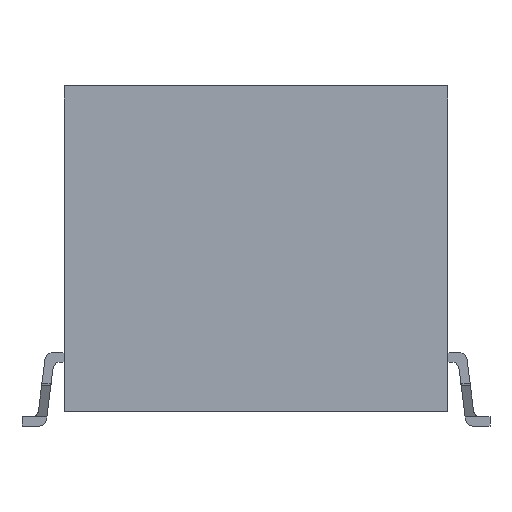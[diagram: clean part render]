
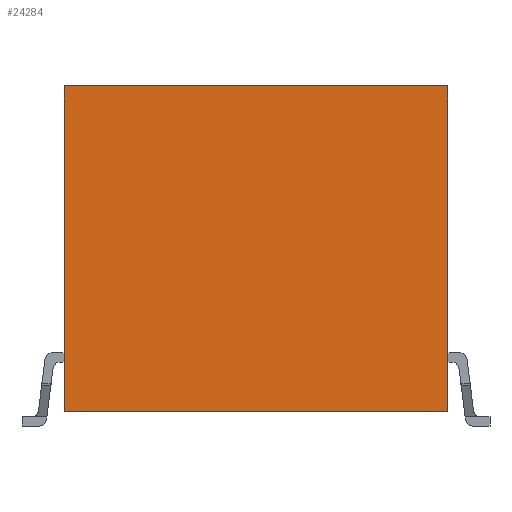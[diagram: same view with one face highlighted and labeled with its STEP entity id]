
A CAD part, left-side view. The second image highlights one B-rep face of the part: STEP entity #24284.
In plain terms, the highlighted planar face has unit normal (-1, 0, 0).
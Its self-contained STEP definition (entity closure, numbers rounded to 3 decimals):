
#24021 = EDGE_CURVE('',#24022,#24024,#24026,.T.);
#24022 = VERTEX_POINT('',#24023);
#24023 = CARTESIAN_POINT('',(0.,2.37,0.));
#24024 = VERTEX_POINT('',#24025);
#24025 = CARTESIAN_POINT('',(0.,2.37,8.9));
#24026 = SURFACE_CURVE('',#24027,(#24031,#24043),.PCURVE_S1.);
#24027 = LINE('',#24028,#24029);
#24028 = CARTESIAN_POINT('',(0.,2.37,0.));
#24029 = VECTOR('',#24030,1.);
#24030 = DIRECTION('',(0.,0.,1.));
#24031 = PCURVE('',#24032,#24037);
#24032 = PLANE('',#24033);
#24033 = AXIS2_PLACEMENT_3D('',#24034,#24035,#24036);
#24034 = CARTESIAN_POINT('',(0.,2.37,0.));
#24035 = DIRECTION('',(0.,1.,0.));
#24036 = DIRECTION('',(1.,0.,0.));
#24037 = DEFINITIONAL_REPRESENTATION('',(#24038),#24042);
#24038 = LINE('',#24039,#24040);
#24039 = CARTESIAN_POINT('',(0.,0.));
#24040 = VECTOR('',#24041,1.);
#24041 = DIRECTION('',(0.,-1.));
#24042 = ( GEOMETRIC_REPRESENTATION_CONTEXT(2) 
PARAMETRIC_REPRESENTATION_CONTEXT() REPRESENTATION_CONTEXT('2D SPACE',''
  ) );
#24043 = PCURVE('',#24044,#24049);
#24044 = PLANE('',#24045);
#24045 = AXIS2_PLACEMENT_3D('',#24046,#24047,#24048);
#24046 = CARTESIAN_POINT('',(0.,12.87,0.));
#24047 = DIRECTION('',(1.,0.,0.));
#24048 = DIRECTION('',(0.,-1.,0.));
#24049 = DEFINITIONAL_REPRESENTATION('',(#24050),#24054);
#24050 = LINE('',#24051,#24052);
#24051 = CARTESIAN_POINT('',(10.5,0.));
#24052 = VECTOR('',#24053,1.);
#24053 = DIRECTION('',(0.,-1.));
#24054 = ( GEOMETRIC_REPRESENTATION_CONTEXT(2) 
PARAMETRIC_REPRESENTATION_CONTEXT() REPRESENTATION_CONTEXT('2D SPACE',''
  ) );
#24072 = PLANE('',#24073);
#24073 = AXIS2_PLACEMENT_3D('',#24074,#24075,#24076);
#24074 = CARTESIAN_POINT('',(12.7,7.62,8.9));
#24075 = DIRECTION('',(0.,0.,1.));
#24076 = DIRECTION('',(1.,0.,0.));
#24126 = PLANE('',#24127);
#24127 = AXIS2_PLACEMENT_3D('',#24128,#24129,#24130);
#24128 = CARTESIAN_POINT('',(12.7,7.62,0.));
#24129 = DIRECTION('',(0.,0.,1.));
#24130 = DIRECTION('',(1.,0.,0.));
#24181 = PLANE('',#24182);
#24182 = AXIS2_PLACEMENT_3D('',#24183,#24184,#24185);
#24183 = CARTESIAN_POINT('',(25.4,12.87,0.));
#24184 = DIRECTION('',(0.,-1.,0.));
#24185 = DIRECTION('',(-1.,0.,0.));
#24219 = VERTEX_POINT('',#24220);
#24220 = CARTESIAN_POINT('',(0.,12.87,8.9));
#24241 = EDGE_CURVE('',#24242,#24219,#24244,.T.);
#24242 = VERTEX_POINT('',#24243);
#24243 = CARTESIAN_POINT('',(0.,12.87,0.));
#24244 = SURFACE_CURVE('',#24245,(#24249,#24256),.PCURVE_S1.);
#24245 = LINE('',#24246,#24247);
#24246 = CARTESIAN_POINT('',(0.,12.87,0.));
#24247 = VECTOR('',#24248,1.);
#24248 = DIRECTION('',(0.,0.,1.));
#24249 = PCURVE('',#24181,#24250);
#24250 = DEFINITIONAL_REPRESENTATION('',(#24251),#24255);
#24251 = LINE('',#24252,#24253);
#24252 = CARTESIAN_POINT('',(25.4,0.));
#24253 = VECTOR('',#24254,1.);
#24254 = DIRECTION('',(0.,-1.));
#24255 = ( GEOMETRIC_REPRESENTATION_CONTEXT(2) 
PARAMETRIC_REPRESENTATION_CONTEXT() REPRESENTATION_CONTEXT('2D SPACE',''
  ) );
#24256 = PCURVE('',#24044,#24257);
#24257 = DEFINITIONAL_REPRESENTATION('',(#24258),#24262);
#24258 = LINE('',#24259,#24260);
#24259 = CARTESIAN_POINT('',(0.,0.));
#24260 = VECTOR('',#24261,1.);
#24261 = DIRECTION('',(0.,-1.));
#24262 = ( GEOMETRIC_REPRESENTATION_CONTEXT(2) 
PARAMETRIC_REPRESENTATION_CONTEXT() REPRESENTATION_CONTEXT('2D SPACE',''
  ) );
#24284 = ADVANCED_FACE('',(#24285),#24044,.F.);
#24285 = FACE_BOUND('',#24286,.F.);
#24286 = EDGE_LOOP('',(#24287,#24288,#24309,#24310));
#24287 = ORIENTED_EDGE('',*,*,#24241,.T.);
#24288 = ORIENTED_EDGE('',*,*,#24289,.T.);
#24289 = EDGE_CURVE('',#24219,#24024,#24290,.T.);
#24290 = SURFACE_CURVE('',#24291,(#24295,#24302),.PCURVE_S1.);
#24291 = LINE('',#24292,#24293);
#24292 = CARTESIAN_POINT('',(0.,12.87,8.9));
#24293 = VECTOR('',#24294,1.);
#24294 = DIRECTION('',(0.,-1.,0.));
#24295 = PCURVE('',#24044,#24296);
#24296 = DEFINITIONAL_REPRESENTATION('',(#24297),#24301);
#24297 = LINE('',#24298,#24299);
#24298 = CARTESIAN_POINT('',(0.,-8.9));
#24299 = VECTOR('',#24300,1.);
#24300 = DIRECTION('',(1.,0.));
#24301 = ( GEOMETRIC_REPRESENTATION_CONTEXT(2) 
PARAMETRIC_REPRESENTATION_CONTEXT() REPRESENTATION_CONTEXT('2D SPACE',''
  ) );
#24302 = PCURVE('',#24072,#24303);
#24303 = DEFINITIONAL_REPRESENTATION('',(#24304),#24308);
#24304 = LINE('',#24305,#24306);
#24305 = CARTESIAN_POINT('',(-12.7,5.25));
#24306 = VECTOR('',#24307,1.);
#24307 = DIRECTION('',(0.,-1.));
#24308 = ( GEOMETRIC_REPRESENTATION_CONTEXT(2) 
PARAMETRIC_REPRESENTATION_CONTEXT() REPRESENTATION_CONTEXT('2D SPACE',''
  ) );
#24309 = ORIENTED_EDGE('',*,*,#24021,.F.);
#24310 = ORIENTED_EDGE('',*,*,#24311,.F.);
#24311 = EDGE_CURVE('',#24242,#24022,#24312,.T.);
#24312 = SURFACE_CURVE('',#24313,(#24317,#24324),.PCURVE_S1.);
#24313 = LINE('',#24314,#24315);
#24314 = CARTESIAN_POINT('',(0.,12.87,0.));
#24315 = VECTOR('',#24316,1.);
#24316 = DIRECTION('',(0.,-1.,0.));
#24317 = PCURVE('',#24044,#24318);
#24318 = DEFINITIONAL_REPRESENTATION('',(#24319),#24323);
#24319 = LINE('',#24320,#24321);
#24320 = CARTESIAN_POINT('',(0.,0.));
#24321 = VECTOR('',#24322,1.);
#24322 = DIRECTION('',(1.,0.));
#24323 = ( GEOMETRIC_REPRESENTATION_CONTEXT(2) 
PARAMETRIC_REPRESENTATION_CONTEXT() REPRESENTATION_CONTEXT('2D SPACE',''
  ) );
#24324 = PCURVE('',#24126,#24325);
#24325 = DEFINITIONAL_REPRESENTATION('',(#24326),#24330);
#24326 = LINE('',#24327,#24328);
#24327 = CARTESIAN_POINT('',(-12.7,5.25));
#24328 = VECTOR('',#24329,1.);
#24329 = DIRECTION('',(0.,-1.));
#24330 = ( GEOMETRIC_REPRESENTATION_CONTEXT(2) 
PARAMETRIC_REPRESENTATION_CONTEXT() REPRESENTATION_CONTEXT('2D SPACE',''
  ) );
